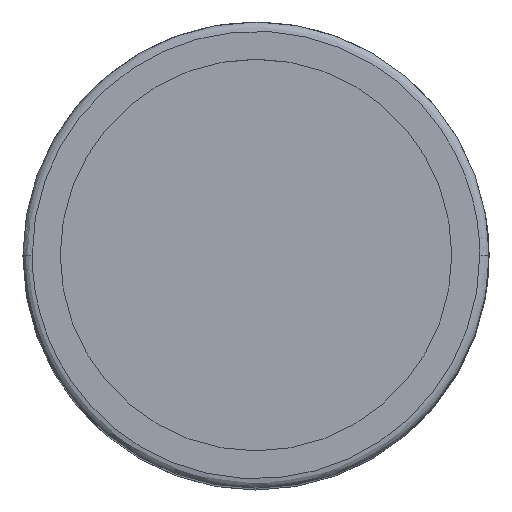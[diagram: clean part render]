
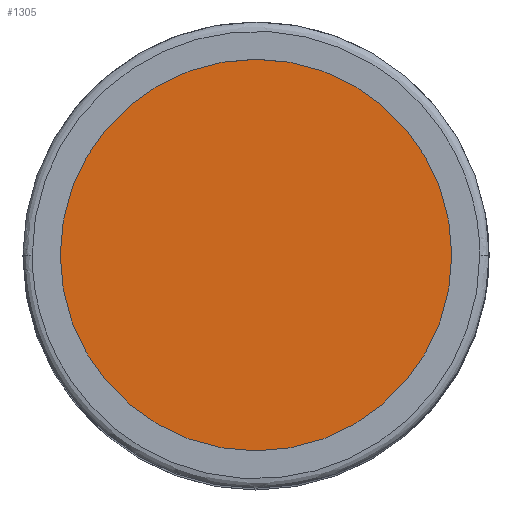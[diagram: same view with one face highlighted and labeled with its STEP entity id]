
A CAD part, top view. The second image highlights one B-rep face of the part: STEP entity #1305.
In plain terms, the highlighted planar face has unit normal (0, 0, 1).
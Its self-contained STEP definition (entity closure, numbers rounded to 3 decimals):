
#35 = ORIENTED_EDGE ( 'NONE', *, *, #5615, .T. ) ;
#54 = DIRECTION ( 'NONE',  ( 0., 0., 1. ) ) ;
#209 = DIRECTION ( 'NONE',  ( 0., 0., 1. ) ) ;
#724 = VERTEX_POINT ( 'NONE', #1612 ) ;
#1006 = AXIS2_PLACEMENT_3D ( 'NONE', #3199, #54, #3741 ) ;
#1305 = ADVANCED_FACE ( 'NONE', ( #5599 ), #5279, .T. ) ;
#1356 = CIRCLE ( 'NONE', #6558, 2.1 ) ;
#1612 = CARTESIAN_POINT ( 'NONE',  ( -2.1, 0., 10.1 ) ) ;
#1955 = CARTESIAN_POINT ( 'NONE',  ( 0., 0., 10.1 ) ) ;
#2134 = CIRCLE ( 'NONE', #3678, 2.1 ) ;
#2482 = DIRECTION ( 'NONE',  ( 1., 0., 0. ) ) ;
#3199 = CARTESIAN_POINT ( 'NONE',  ( 0., 0., 10.1 ) ) ;
#3256 = EDGE_LOOP ( 'NONE', ( #35, #3500 ) ) ;
#3284 = EDGE_CURVE ( 'NONE', #724, #3595, #2134, .T. ) ;
#3363 = CARTESIAN_POINT ( 'NONE',  ( 0., 0., 10.1 ) ) ;
#3500 = ORIENTED_EDGE ( 'NONE', *, *, #3284, .T. ) ;
#3595 = VERTEX_POINT ( 'NONE', #5895 ) ;
#3678 = AXIS2_PLACEMENT_3D ( 'NONE', #3363, #209, #3901 ) ;
#3741 = DIRECTION ( 'NONE',  ( 1., 0., 0. ) ) ;
#3901 = DIRECTION ( 'NONE',  ( 1., 0., 0. ) ) ;
#5279 = PLANE ( 'NONE',  #1006 ) ;
#5599 = FACE_OUTER_BOUND ( 'NONE', #3256, .T. ) ;
#5615 = EDGE_CURVE ( 'NONE', #3595, #724, #1356, .T. ) ;
#5641 = DIRECTION ( 'NONE',  ( 0., 0., 1. ) ) ;
#5895 = CARTESIAN_POINT ( 'NONE',  ( 2.1, 0., 10.1 ) ) ;
#6558 = AXIS2_PLACEMENT_3D ( 'NONE', #1955, #5641, #2482 ) ;
